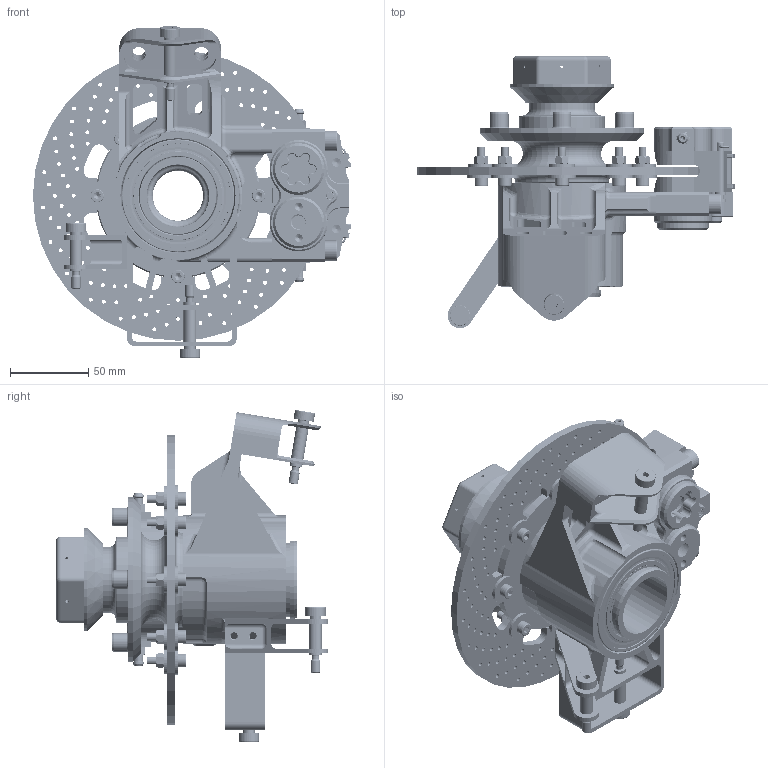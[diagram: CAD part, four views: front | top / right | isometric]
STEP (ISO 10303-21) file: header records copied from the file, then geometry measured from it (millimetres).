
FILE_DESCRIPTION(/* description */ (''),/* implementation_level */ '2;1');
FILE_NAME(/* name */ '020026_A_1-ASM Unsprung Front.stp',/* time_stamp */ '2023-02-21T20:30:39+01:00',/* author */ (''),/* organization */ (''),/* preprocessor_version */ 'ST-DEVELOPER v18.102',/* originating_system */ 'SIEMENS PLM Software NX2206.1700',/* authorisation */ '');
FILE_SCHEMA (('AP203_CONFIGURATION_CONTROLLED_3D_DESIGN_OF_MECHANICAL_PARTS_AND_ASSEMBLIES_MIM_LF { 1 0 10303 403 2 1 2}'));
Products named in the file (35): 009790_A_1; 009797_A_1; 009798_A_1; 009791_A_1; 009792_A_1; 009799_A_1; 009789_A_1; 009793_A_1; 009787_A_1; 009796_A_1; 009800_A_1; 009794_A_1; 009795_A_1; 021009_A_1-61910-2RS1 part4; 021008_A_1-61910-2RS1 part3; 021007_A_1-61910-2RS1 part2; 021006_A_1-61910-2RS1 part1; 018551_A_1-Upright Steeringadapter ct5; 021307_A_1-Bake Disk Pin; ISO_4762_M5x20_A_1-Hex Socket Head Cap Screw_ ISO_M5x20; DIN_440_M5_A_1-Plain Washer_ DIN 440_M5; ISO_7042_C_M5x0.8_A_1-Prevailing Torque Metal Hex Nut_ ISO_M5x0.8; ISO_4762_M8x45_A_1-Hex Socket Head Cap Screw_ ISO_M8x45; ISO_7379_8x25_A_1-Hex Socket Head Shoulder Screw_ ISO_8x25; ISO_7379_8x30_A_1-Hex Socket Head Shoulder Screw_ ISO_8x30; 017628_A_1-Brakedisc Front ct5; 018203_A_1-Wheelnut ct5; 018199_A_1-Shim_Plate_Rear_2mm ct5; 018200_A_1-QL-Halterung-Oben ct5; 017655_A_1-Radnabe vorne ct5; 009788_A_1; 009784_A_1-ISR_22-048-OB; 021005_A_1-61910-2RS1; 017660_A_1-Radträger vorne ct5; 020026_A_1-ASM Unsprung Front
Assembly tree (116 placements, depth 4):
  020026_A_1-ASM Unsprung Front
    017655_A_1-Radnabe vorne ct5
    017660_A_1-Radträger vorne ct5
      018551_A_1-Upright Steeringadapter ct5
    021005_A_1-61910-2RS1  x2
      021006_A_1-61910-2RS1 part1
      021007_A_1-61910-2RS1 part2
      021008_A_1-61910-2RS1 part3
      021009_A_1-61910-2RS1 part4
    009784_A_1-ISR_22-048-OB
      009795_A_1  x2
      009788_A_1  x4
        009797_A_1
        009790_A_1
      009794_A_1  x2
      009800_A_1
      009796_A_1  x4
      009787_A_1  x3
      009793_A_1  x2
      009789_A_1  x4
      009799_A_1  x3
      009792_A_1
      009791_A_1  x2
      009798_A_1
    018200_A_1-QL-Halterung-Oben ct5
    018199_A_1-Shim_Plate_Rear_2mm ct5  x5
    018203_A_1-Wheelnut ct5
    017628_A_1-Brakedisc Front ct5
    ISO_7379_8x30_A_1-Hex Socket Head Shoulder Screw_ ISO_8x30  x2
    ISO_7379_8x25_A_1-Hex Socket Head Shoulder Screw_ ISO_8x25
    ISO_4762_M8x45_A_1-Hex Socket Head Cap Screw_ ISO_M8x45  x2
    ISO_7042_C_M5x0.8_A_1-Prevailing Torque Metal Hex Nut_ ISO_M5x0.8  x8
    DIN_440_M5_A_1-Plain Washer_ DIN 440_M5  x8
    ISO_4762_M5x20_A_1-Hex Socket Head Cap Screw_ ISO_M5x20  x8
    021307_A_1-Bake Disk Pin  x8
Bounding box: 202.91 x 173.47 x 211.74 mm (x, y, z)
Volume: 765324.7 mm3; surface area: 375835.6 mm2
Topology: 119 solids, 121 shells, 2811 faces, 6818 edges, 4221 vertices
Faces by surface type: cylinder 1104, plane 823, cone 550, torus 209, bspline 63, sphere 62
Full cylindrical faces by diameter (mm): 2 x6, 2.5 x144, 4.2 x2, 4.351 x8, 4.58 x3, 4.826 x8, 5.5 x18, 6 x3, 6.8 x2, 7.42 x3, 7.76 x2, 8 x9, 8.5 x18, 9 x4, 11.95 x4, 12 x8, 13 x5, 17 x8, 18 x8, 32 x1, 39 x1, 40 x1, 40.051 x1, 42 x1, 47 x1, 48 x1, 50 x5, 54.87 x1, 56.8 x8, 64.5 x4
Entity records: 69872 total; most frequent: CARTESIAN_POINT 23851, DIRECTION 8636, ORIENTED_EDGE 7982, EDGE_CURVE 3991, AXIS2_PLACEMENT_3D 3526, VERTEX_POINT 2700, EDGE_LOOP 2504, ADVANCED_FACE 1705
